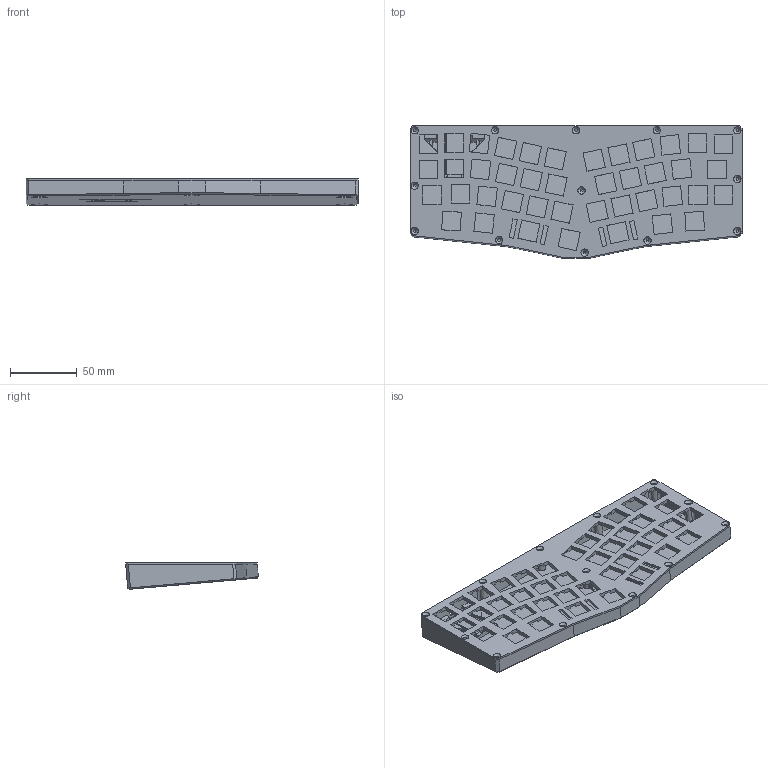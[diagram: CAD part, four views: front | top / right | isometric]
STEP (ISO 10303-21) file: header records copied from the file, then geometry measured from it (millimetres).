
FILE_DESCRIPTION(/* description */ (''),/* implementation_level */ '2;1');
FILE_NAME(/* name */ 'dormouse.step',/* time_stamp */ '2022-10-21T07:44:10-07:00',/* author */ (''),/* organization */ (''),/* preprocessor_version */ 'ST-DEVELOPER v18.1',/* originating_system */ 'Autodesk Translation Framework v10.10.0.1391',/* authorisation */ '');
FILE_SCHEMA (('AUTOMOTIVE_DESIGN { 1 0 10303 214 3 1 1 }'));
Length unit declared in the file: millimetre
Products named in the file (5): Dormouse; Plate; Shell; IO Shield; Tray2
Assembly tree (4 placements, depth 3):
  Dormouse
    Plate
    Shell
      IO Shield
    Tray2
Bounding box: 249.46 x 99.69 x 19.96 mm (x, y, z)
Volume: 103610 mm3; surface area: 105842.5 mm2
Topology: 3 solids, 3 shells, 863 faces, 2456 edges, 1630 vertices
Faces by surface type: plane 718, bspline 109, cylinder 19, cone 17
Full cylindrical faces by diameter (mm): 2.5 x2, 3 x2, 3.25 x2, 12 x6
Entity records: 33787 total; most frequent: CARTESIAN_POINT 11691, ORIENTED_EDGE 4912, DIRECTION 3809, EDGE_CURVE 2456, LINE 2077, VECTOR 2077, VERTEX_POINT 1630, EDGE_LOOP 1022
